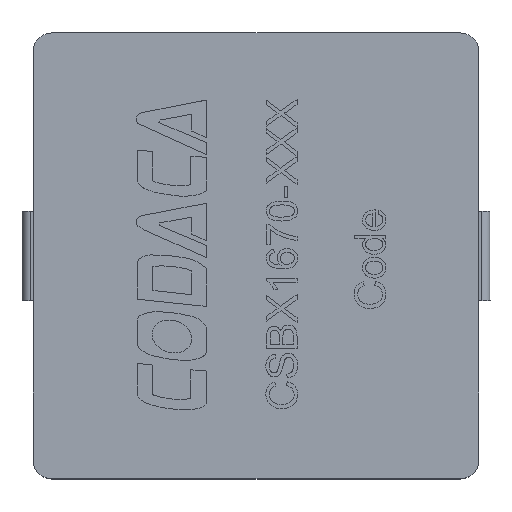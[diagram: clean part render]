
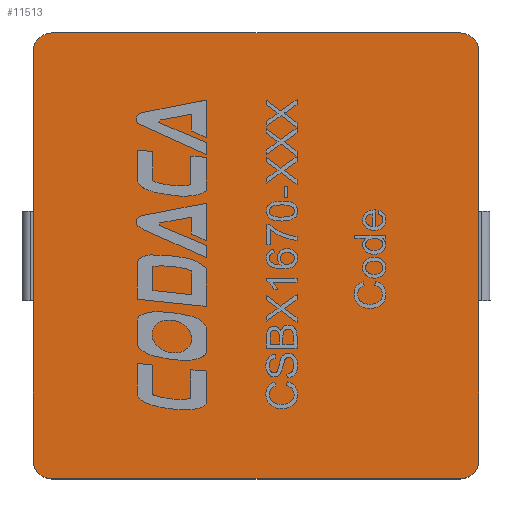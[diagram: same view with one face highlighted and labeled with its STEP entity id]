
A CAD part, top view. The second image highlights one B-rep face of the part: STEP entity #11513.
In plain terms, the highlighted planar face has unit normal (0, 0, 1).
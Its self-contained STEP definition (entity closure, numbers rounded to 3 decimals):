
#10972=CARTESIAN_POINT('',(396.969,392.269,6.445));
#10973=VERTEX_POINT('',#10972);
#10980=CARTESIAN_POINT('',(396.3,392.937,6.445));
#10981=VERTEX_POINT('',#10980);
#10982=CARTESIAN_POINT('',(396.969,392.937,6.445));
#10983=DIRECTION('',(0.,-1.,0.));
#10984=DIRECTION('',(0.,0.,-1.));
#10985=AXIS2_PLACEMENT_3D('',#10982,#10984,#10983);
#10986=CIRCLE('',#10985,0.669);
#10987=EDGE_CURVE('',#10973,#10981,#10986,.T.);
#11004=CARTESIAN_POINT('',(411.632,392.269,6.445));
#11005=VERTEX_POINT('',#11004);
#11012=CARTESIAN_POINT('',(411.632,392.269,6.445));
#11013=DIRECTION('',(-1.,0.,0.));
#11014=VECTOR('',#11013,14.663);
#11015=LINE('',#11012,#11014);
#11016=EDGE_CURVE('',#11005,#10973,#11015,.T.);
#11028=CARTESIAN_POINT('',(412.3,392.937,6.445));
#11029=VERTEX_POINT('',#11028);
#11036=CARTESIAN_POINT('',(411.632,392.937,6.445));
#11037=DIRECTION('',(1.,0.,0.));
#11038=DIRECTION('',(0.,0.,-1.));
#11039=AXIS2_PLACEMENT_3D('',#11036,#11038,#11037);
#11040=CIRCLE('',#11039,0.669);
#11041=EDGE_CURVE('',#11029,#11005,#11040,.T.);
#11101=CARTESIAN_POINT('',(412.3,407.6,6.445));
#11102=VERTEX_POINT('',#11101);
#11109=CARTESIAN_POINT('',(412.3,407.6,6.445));
#11110=DIRECTION('',(0.,-1.,0.));
#11111=VECTOR('',#11110,14.663);
#11112=LINE('',#11109,#11111);
#11113=EDGE_CURVE('',#11102,#11029,#11112,.T.);
#11125=CARTESIAN_POINT('',(411.632,408.269,6.445));
#11126=VERTEX_POINT('',#11125);
#11133=CARTESIAN_POINT('',(411.632,407.6,6.445));
#11134=DIRECTION('',(0.,1.,0.));
#11135=DIRECTION('',(0.,0.,-1.));
#11136=AXIS2_PLACEMENT_3D('',#11133,#11135,#11134);
#11137=CIRCLE('',#11136,0.669);
#11138=EDGE_CURVE('',#11126,#11102,#11137,.T.);
#11150=CARTESIAN_POINT('',(396.969,408.269,6.445));
#11151=VERTEX_POINT('',#11150);
#11158=CARTESIAN_POINT('',(396.969,408.269,6.445));
#11159=DIRECTION('',(1.,0.,0.));
#11160=VECTOR('',#11159,14.663);
#11161=LINE('',#11158,#11160);
#11162=EDGE_CURVE('',#11151,#11126,#11161,.T.);
#11174=CARTESIAN_POINT('',(396.3,407.6,6.445));
#11175=VERTEX_POINT('',#11174);
#11182=CARTESIAN_POINT('',(396.969,407.6,6.445));
#11183=DIRECTION('',(-1.,0.,0.));
#11184=DIRECTION('',(0.,0.,-1.));
#11185=AXIS2_PLACEMENT_3D('',#11182,#11184,#11183);
#11186=CIRCLE('',#11185,0.669);
#11187=EDGE_CURVE('',#11175,#11151,#11186,.T.);
#11455=CARTESIAN_POINT('',(396.3,392.937,6.445));
#11456=DIRECTION('',(0.,1.,0.));
#11457=VECTOR('',#11456,14.663);
#11458=LINE('',#11455,#11457);
#11459=EDGE_CURVE('',#10981,#11175,#11458,.T.);
#11498=CARTESIAN_POINT('',(404.3,400.269,6.445));
#11499=DIRECTION('',(0.,-1.,0.));
#11500=DIRECTION('',(0.,0.,1.));
#11501=AXIS2_PLACEMENT_3D('',#11498,#11500,#11499);
#11502=PLANE('',#11501);
#11503=ORIENTED_EDGE('',*,*,#11459,.F.);
#11504=ORIENTED_EDGE('',*,*,#10987,.F.);
#11505=ORIENTED_EDGE('',*,*,#11016,.F.);
#11506=ORIENTED_EDGE('',*,*,#11041,.F.);
#11507=ORIENTED_EDGE('',*,*,#11113,.F.);
#11508=ORIENTED_EDGE('',*,*,#11138,.F.);
#11509=ORIENTED_EDGE('',*,*,#11162,.F.);
#11510=ORIENTED_EDGE('',*,*,#11187,.F.);
#11511=EDGE_LOOP('',(#11503,#11504,#11505,#11506,#11507,#11508,#11509,#11510));
#11512=FACE_OUTER_BOUND('',#11511,.T.);
#11513=ADVANCED_FACE('',(#11512),#11502,.T.);
